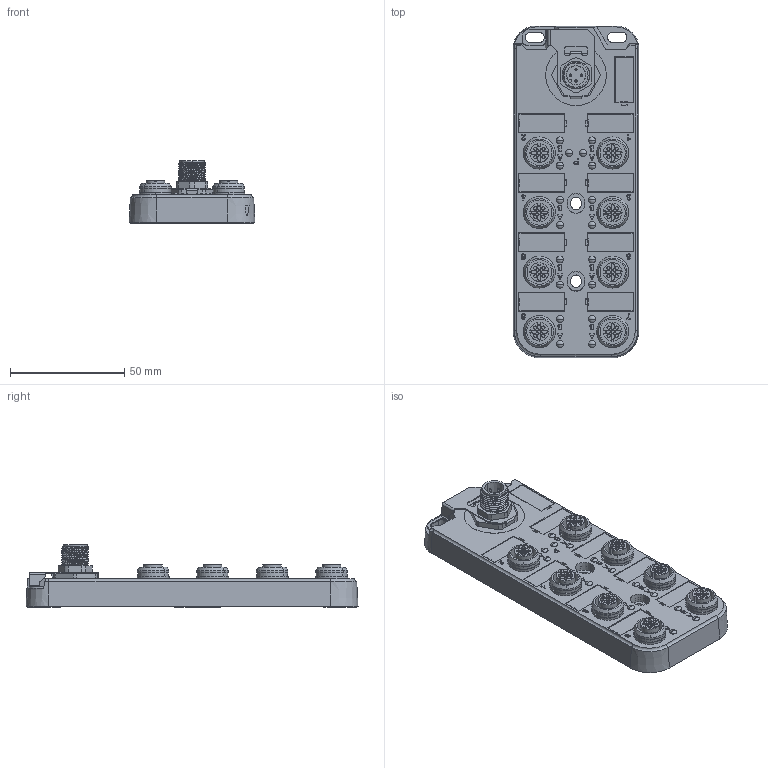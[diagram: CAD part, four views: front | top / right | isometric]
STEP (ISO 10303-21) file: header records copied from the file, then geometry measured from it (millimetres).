
FILE_DESCRIPTION((''),'2;1');
FILE_NAME('M12-8-LKHA000','2024-11-04T14:05:43',('elco'),(''),'CREO PARAMETRIC BY PTC INC, 2022424','CREO PARAMETRIC BY PTC INC, 2022424','');
FILE_SCHEMA(('CONFIG_CONTROL_DESIGN'));
Products named in the file (1): M12-8-LKHA000
Bounding box: 55 x 145 x 27.5 mm (x, y, z)
Volume: 89120.1 mm3; surface area: 45695.5 mm2
Topology: 1 solids, 41 shells, 2001 faces, 5372 edges, 3666 vertices
Faces by surface type: plane 944, cylinder 540, cone 359, torus 48, sphere 44, extrusion 44, bspline 22
Entity records: 70105 total; most frequent: CARTESIAN_POINT 17851, DIRECTION 11271, ORIENTED_EDGE 10656, EDGE_CURVE 5328, AXIS2_PLACEMENT_3D 4246, VERTEX_POINT 3666, VECTOR 2779, LINE 2735
